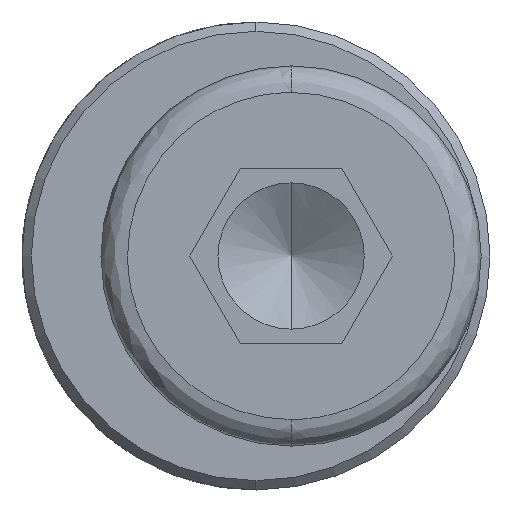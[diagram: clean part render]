
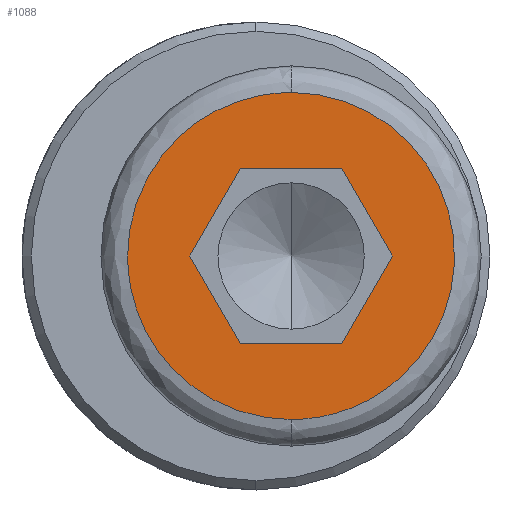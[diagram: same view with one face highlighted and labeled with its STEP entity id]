
A CAD part, left-side view. The second image highlights one B-rep face of the part: STEP entity #1088.
In plain terms, the highlighted planar face has unit normal (-1, 0, 0).
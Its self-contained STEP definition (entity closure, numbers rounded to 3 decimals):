
#30 = EDGE_CURVE ( 'NONE', #1334, #164, #205, .T. ) ;
#34 = CARTESIAN_POINT ( 'NONE',  ( -8., -1.732, 3. ) ) ;
#98 = CARTESIAN_POINT ( 'NONE',  ( -8., 5.59, 0. ) ) ;
#100 = FACE_OUTER_BOUND ( 'NONE', #193, .T. ) ;
#111 = CARTESIAN_POINT ( 'NONE',  ( -8., 0., -5.59 ) ) ;
#126 = ORIENTED_EDGE ( 'NONE', *, *, #863, .T. ) ;
#154 = CARTESIAN_POINT ( 'NONE',  ( -8., 1.732, 3. ) ) ;
#157 = CARTESIAN_POINT ( 'NONE',  ( -8., -3.464, 0. ) ) ;
#162 = CARTESIAN_POINT ( 'NONE',  ( -8., 5.59, 0. ) ) ;
#163 = DIRECTION ( 'NONE',  ( 0., 1., 0. ) ) ;
#164 = VERTEX_POINT ( 'NONE', #1517 ) ;
#168 = LINE ( 'NONE', #34, #1280 ) ;
#193 = EDGE_LOOP ( 'NONE', ( #337, #1262, #1401 ) ) ;
#205 = LINE ( 'NONE', #1111, #342 ) ;
#226 = DIRECTION ( 'NONE',  ( 0., 0.5, 0.866 ) ) ;
#274 = DIRECTION ( 'NONE',  ( 0., -0.5, 0.866 ) ) ;
#280 = DIRECTION ( 'NONE',  ( 0., -0.5, -0.866 ) ) ;
#297 = CARTESIAN_POINT ( 'NONE',  ( -8., 0., -5.59 ) ) ;
#307 =( BOUNDED_CURVE ( )  B_SPLINE_CURVE ( 3, ( #1213, #388, #1086, #162 ),
 .UNSPECIFIED., .F., .T. ) 
 B_SPLINE_CURVE_WITH_KNOTS ( ( 4, 4 ),
 ( 0., 1. ),
 .UNSPECIFIED. ) 
 CURVE ( )  GEOMETRIC_REPRESENTATION_ITEM ( )  RATIONAL_B_SPLINE_CURVE ( ( 1., 0.805, 0.805, 1. ) ) 
 REPRESENTATION_ITEM ( '' )  );
#318 = EDGE_CURVE ( 'NONE', #724, #1278, #307, .T. ) ;
#323 = ORIENTED_EDGE ( 'NONE', *, *, #30, .T. ) ;
#337 = ORIENTED_EDGE ( 'NONE', *, *, #318, .F. ) ;
#342 = VECTOR ( 'NONE', #435, 1000. ) ;
#363 = VERTEX_POINT ( 'NONE', #965 ) ;
#388 = CARTESIAN_POINT ( 'NONE',  ( -8., 3.275, -5.59 ) ) ;
#389 = LINE ( 'NONE', #972, #423 ) ;
#423 = VECTOR ( 'NONE', #274, 1000. ) ;
#435 = DIRECTION ( 'NONE',  ( 0., -1., 0. ) ) ;
#451 = DIRECTION ( 'NONE',  ( 0., 0.5, -0.866 ) ) ;
#453 = ORIENTED_EDGE ( 'NONE', *, *, #846, .T. ) ;
#477 = CARTESIAN_POINT ( 'NONE',  ( -8., 1.732, -3. ) ) ;
#561 = LINE ( 'NONE', #1029, #1078 ) ;
#568 = CARTESIAN_POINT ( 'NONE',  ( -8., 2.795, 0. ) ) ;
#576 = DIRECTION ( 'NONE',  ( 0., 0., 1. ) ) ;
#593 = FACE_BOUND ( 'NONE', #608, .T. ) ;
#605 = CARTESIAN_POINT ( 'NONE',  ( -8., 3.464, 0. ) ) ;
#608 = EDGE_LOOP ( 'NONE', ( #453, #323, #1389, #791, #126, #1038 ) ) ;
#688 = CARTESIAN_POINT ( 'NONE',  ( -8., -1.732, -3. ) ) ;
#724 = VERTEX_POINT ( 'NONE', #111 ) ;
#747 = CARTESIAN_POINT ( 'NONE',  ( -8., 5.59, 0. ) ) ;
#758 = CARTESIAN_POINT ( 'NONE',  ( -8., -11.18, -5.59 ) ) ;
#774 = EDGE_CURVE ( 'NONE', #363, #1216, #1059, .T. ) ;
#791 = ORIENTED_EDGE ( 'NONE', *, *, #1122, .T. ) ;
#839 = VERTEX_POINT ( 'NONE', #157 ) ;
#846 = EDGE_CURVE ( 'NONE', #1216, #1334, #389, .T. ) ;
#853 = EDGE_CURVE ( 'NONE', #164, #839, #168, .T. ) ;
#854 = LINE ( 'NONE', #1332, #1098 ) ;
#863 = EDGE_CURVE ( 'NONE', #1045, #363, #854, .T. ) ;
#928 = VECTOR ( 'NONE', #226, 1000. ) ;
#965 = CARTESIAN_POINT ( 'NONE',  ( -8., 1.732, -3. ) ) ;
#972 = CARTESIAN_POINT ( 'NONE',  ( -8., 3.464, 0. ) ) ;
#1011 =( BOUNDED_CURVE ( )  B_SPLINE_CURVE ( 3, ( #98, #1164, #1035, #1493 ),
 .UNSPECIFIED., .F., .T. ) 
 B_SPLINE_CURVE_WITH_KNOTS ( ( 4, 4 ),
 ( 0., 1. ),
 .UNSPECIFIED. ) 
 CURVE ( )  GEOMETRIC_REPRESENTATION_ITEM ( )  RATIONAL_B_SPLINE_CURVE ( ( 1., 0.805, 0.805, 1. ) ) 
 REPRESENTATION_ITEM ( '' )  );
#1014 = CARTESIAN_POINT ( 'NONE',  ( -8., -11.18, 5.59 ) ) ;
#1029 = CARTESIAN_POINT ( 'NONE',  ( -8., -3.464, 0. ) ) ;
#1035 = CARTESIAN_POINT ( 'NONE',  ( -8., 3.275, 5.59 ) ) ;
#1038 = ORIENTED_EDGE ( 'NONE', *, *, #774, .T. ) ;
#1045 = VERTEX_POINT ( 'NONE', #688 ) ;
#1059 = LINE ( 'NONE', #477, #928 ) ;
#1078 = VECTOR ( 'NONE', #451, 1000. ) ;
#1086 = CARTESIAN_POINT ( 'NONE',  ( -8., 5.59, -3.275 ) ) ;
#1088 = ADVANCED_FACE ( 'NONE', ( #100, #593 ), #1496, .T. ) ;
#1098 = VECTOR ( 'NONE', #163, 1000. ) ;
#1111 = CARTESIAN_POINT ( 'NONE',  ( -8., 2.795, 3. ) ) ;
#1122 = EDGE_CURVE ( 'NONE', #839, #1045, #561, .T. ) ;
#1164 = CARTESIAN_POINT ( 'NONE',  ( -8., 5.59, 3.275 ) ) ;
#1176 =( BOUNDED_CURVE ( )  B_SPLINE_CURVE ( 3, ( #1229, #1014, #758, #297 ),
 .UNSPECIFIED., .F., .T. ) 
 B_SPLINE_CURVE_WITH_KNOTS ( ( 4, 4 ),
 ( 0., 1. ),
 .UNSPECIFIED. ) 
 CURVE ( )  GEOMETRIC_REPRESENTATION_ITEM ( )  RATIONAL_B_SPLINE_CURVE ( ( 1., 0.333, 0.333, 1. ) ) 
 REPRESENTATION_ITEM ( '' )  );
#1213 = CARTESIAN_POINT ( 'NONE',  ( -8., 0., -5.59 ) ) ;
#1216 = VERTEX_POINT ( 'NONE', #605 ) ;
#1229 = CARTESIAN_POINT ( 'NONE',  ( -8., 0., 5.59 ) ) ;
#1262 = ORIENTED_EDGE ( 'NONE', *, *, #1383, .F. ) ;
#1272 = AXIS2_PLACEMENT_3D ( 'NONE', #568, #1520, #576 ) ;
#1278 = VERTEX_POINT ( 'NONE', #747 ) ;
#1280 = VECTOR ( 'NONE', #280, 1000. ) ;
#1332 = CARTESIAN_POINT ( 'NONE',  ( -8., 2.795, -3. ) ) ;
#1334 = VERTEX_POINT ( 'NONE', #154 ) ;
#1359 = CARTESIAN_POINT ( 'NONE',  ( -8., 0., 5.59 ) ) ;
#1383 = EDGE_CURVE ( 'NONE', #1406, #724, #1176, .T. ) ;
#1389 = ORIENTED_EDGE ( 'NONE', *, *, #853, .T. ) ;
#1401 = ORIENTED_EDGE ( 'NONE', *, *, #1499, .F. ) ;
#1406 = VERTEX_POINT ( 'NONE', #1359 ) ;
#1493 = CARTESIAN_POINT ( 'NONE',  ( -8., 0., 5.59 ) ) ;
#1496 = PLANE ( 'NONE',  #1272 ) ;
#1499 = EDGE_CURVE ( 'NONE', #1278, #1406, #1011, .T. ) ;
#1517 = CARTESIAN_POINT ( 'NONE',  ( -8., -1.732, 3. ) ) ;
#1520 = DIRECTION ( 'NONE',  ( -1., 0., 0. ) ) ;
